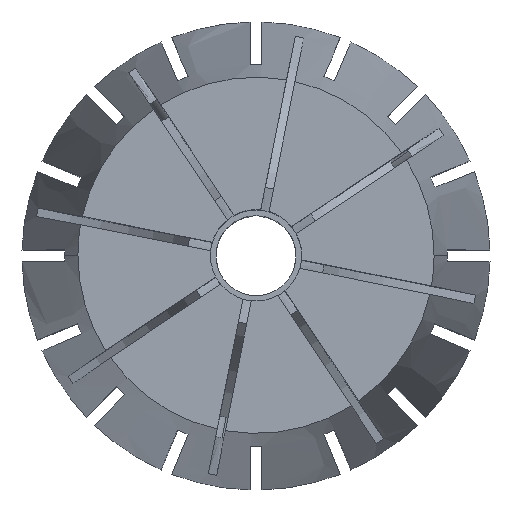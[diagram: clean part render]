
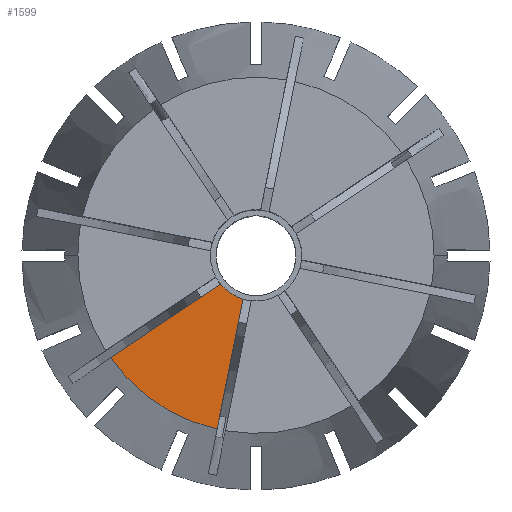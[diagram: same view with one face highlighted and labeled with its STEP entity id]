
A CAD part, top view. The second image highlights one B-rep face of the part: STEP entity #1599.
In plain terms, the highlighted planar face has unit normal (0, 0, 1).
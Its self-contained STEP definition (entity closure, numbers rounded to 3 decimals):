
#11 = AXIS2_PLACEMENT_3D ( 'NONE', #7685, #624, #6479 ) ;
#20 = CARTESIAN_POINT ( 'NONE',  ( -3.409, -15.218, 0. ) ) ;
#547 = ORIENTED_EDGE ( 'NONE', *, *, #6324, .F. ) ;
#573 = CARTESIAN_POINT ( 'NONE',  ( 0., 0., 0. ) ) ;
#624 = DIRECTION ( 'NONE',  ( 0., 0., -1. ) ) ;
#971 = VERTEX_POINT ( 'NONE', #7036 ) ;
#1423 = DIRECTION ( 'NONE',  ( 0., 0., 1. ) ) ;
#1444 = ORIENTED_EDGE ( 'NONE', *, *, #6377, .F. ) ;
#1599 = ADVANCED_FACE ( 'NONE', ( #5849 ), #2968, .F. ) ;
#1649 = LINE ( 'NONE', #6766, #3691 ) ;
#1777 = DIRECTION ( 'NONE',  ( 1., 0., 0. ) ) ;
#1831 = ORIENTED_EDGE ( 'NONE', *, *, #4720, .F. ) ;
#1886 = CIRCLE ( 'NONE', #2591, 15.595 ) ;
#2222 = VERTEX_POINT ( 'NONE', #2986 ) ;
#2559 = EDGE_LOOP ( 'NONE', ( #1831, #547, #6597, #1444 ) ) ;
#2586 = DIRECTION ( 'NONE',  ( 1., 0., 0. ) ) ;
#2591 = AXIS2_PLACEMENT_3D ( 'NONE', #573, #6499, #1777 ) ;
#2663 = VECTOR ( 'NONE', #6232, 1000. ) ;
#2968 = PLANE ( 'NONE',  #11 ) ;
#2986 = CARTESIAN_POINT ( 'NONE',  ( -3.103, -2.524, 0. ) ) ;
#3376 = AXIS2_PLACEMENT_3D ( 'NONE', #6174, #1423, #2586 ) ;
#3385 = CARTESIAN_POINT ( 'NONE',  ( -12.755, -8.974, 0. ) ) ;
#3691 = VECTOR ( 'NONE', #7349, 1000. ) ;
#3743 = VERTEX_POINT ( 'NONE', #3385 ) ;
#4600 = LINE ( 'NONE', #6741, #2663 ) ;
#4720 = EDGE_CURVE ( 'NONE', #2222, #971, #5079, .T. ) ;
#5079 = CIRCLE ( 'NONE', #3376, 4. ) ;
#5849 = FACE_OUTER_BOUND ( 'NONE', #2559, .T. ) ;
#6174 = CARTESIAN_POINT ( 'NONE',  ( 0., 0., 0. ) ) ;
#6232 = DIRECTION ( 'NONE',  ( 0.831, 0.556, 0. ) ) ;
#6324 = EDGE_CURVE ( 'NONE', #3743, #2222, #4600, .T. ) ;
#6377 = EDGE_CURVE ( 'NONE', #971, #7184, #1649, .T. ) ;
#6479 = DIRECTION ( 'NONE',  ( -1., 0., 0. ) ) ;
#6499 = DIRECTION ( 'NONE',  ( 0., 0., 1. ) ) ;
#6597 = ORIENTED_EDGE ( 'NONE', *, *, #7237, .T. ) ;
#6741 = CARTESIAN_POINT ( 'NONE',  ( 0.208, -0.312, 0. ) ) ;
#6766 = CARTESIAN_POINT ( 'NONE',  ( -0.368, 0.073, 0. ) ) ;
#7036 = CARTESIAN_POINT ( 'NONE',  ( -1.145, -3.833, 0. ) ) ;
#7184 = VERTEX_POINT ( 'NONE', #20 ) ;
#7237 = EDGE_CURVE ( 'NONE', #3743, #7184, #1886, .T. ) ;
#7349 = DIRECTION ( 'NONE',  ( -0.195, -0.981, 0. ) ) ;
#7685 = CARTESIAN_POINT ( 'NONE',  ( 0., 0., 0. ) ) ;
